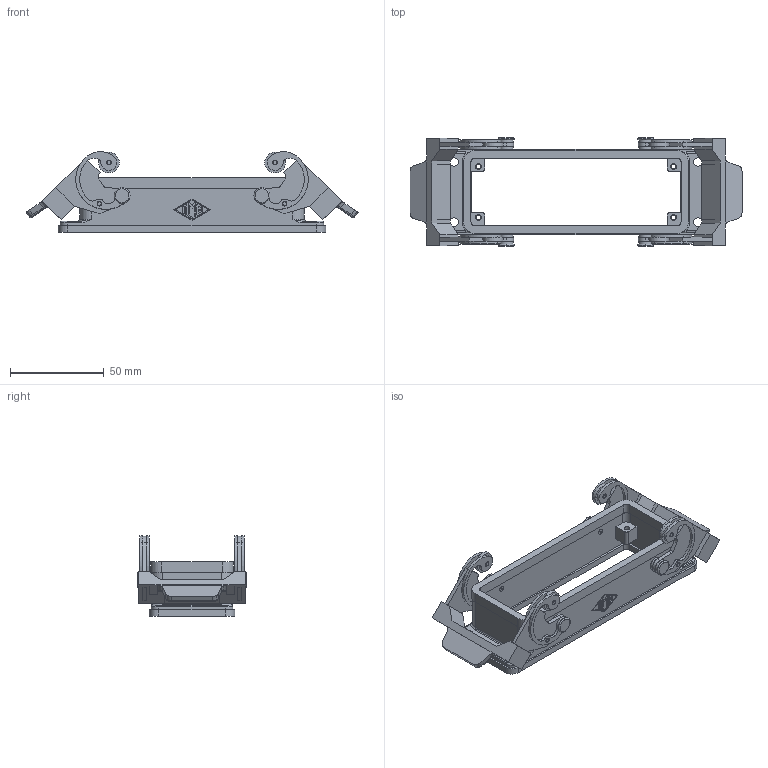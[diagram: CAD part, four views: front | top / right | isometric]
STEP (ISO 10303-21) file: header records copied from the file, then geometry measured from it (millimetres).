
FILE_DESCRIPTION(('Creo Elements/Direct Modeling STEP Export'),'2;1');
FILE_NAME('0ln7uvk45ok66mp780','2016-11-17T 8:24:53',(''),(''),'PTC Creo Elements/Direct Modeling STEP processor for AP214 (Solid Model)','PTC Creo Elements/Direct Modeling 19.0E 27-Jun-2016 (C) Parametric Technology GmbH','');
FILE_SCHEMA(('AUTOMOTIVE_DESIGN { 1 0 10303 214 1 1 1 1 }'));
Length unit declared in the file: millimetre
Products named in the file (1): CHIE_24
Bounding box: 176.99 x 58 x 42.94 mm (x, y, z)
Volume: 58456.7 mm3; surface area: 40483.8 mm2
Topology: 1 solids, 5 shells, 753 faces, 2007 edges, 1306 vertices
Faces by surface type: cylinder 334, plane 327, torus 56, bspline 24, cone 12
Entity records: 32603 total; most frequent: CARTESIAN_POINT 6919, DIRECTION 4415, ORIENTED_EDGE 4006, EDGE_CURVE 2003, AXIS2_PLACEMENT_3D 1714, VERTEX_POINT 1306, VECTOR 987, LINE 987
